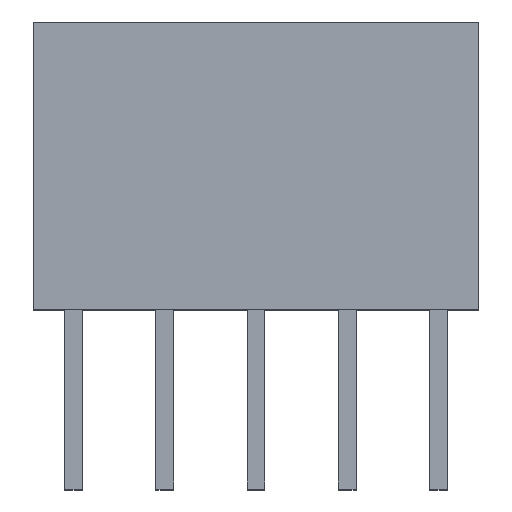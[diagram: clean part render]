
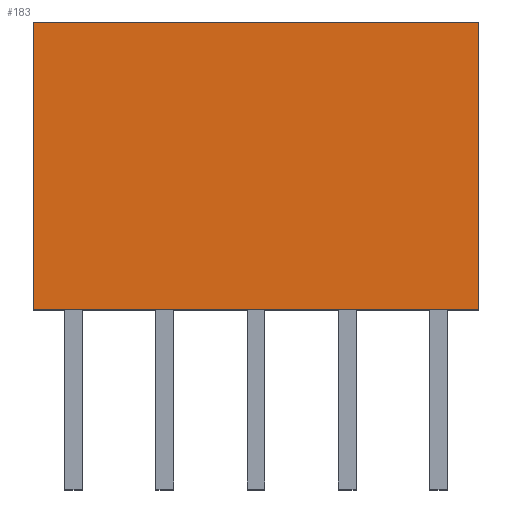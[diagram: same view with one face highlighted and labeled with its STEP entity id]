
A CAD part, top view. The second image highlights one B-rep face of the part: STEP entity #183.
In plain terms, the highlighted planar face has unit normal (0, 0, 1).
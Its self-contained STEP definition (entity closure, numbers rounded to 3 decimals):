
#1 = ORIENTED_EDGE ( 'NONE', *, *, #132, .F. ) ;
#4 = EDGE_CURVE ( 'NONE', #5, #26, #961, .T. ) ;
#5 = VERTEX_POINT ( 'NONE', #957 ) ;
#26 = VERTEX_POINT ( 'NONE', #1022 ) ;
#132 = EDGE_CURVE ( 'NONE', #5, #187, #1251, .T. ) ;
#133 = ORIENTED_EDGE ( 'NONE', *, *, #4, .T. ) ;
#142 = EDGE_LOOP ( 'NONE', ( #184, #185, #1, #133 ) ) ;
#160 = VERTEX_POINT ( 'NONE', #1417 ) ;
#162 = EDGE_CURVE ( 'NONE', #26, #160, #1314, .T. ) ;
#183 = ADVANCED_FACE ( 'NONE', ( #1390 ), #1358, .F. ) ;
#184 = ORIENTED_EDGE ( 'NONE', *, *, #162, .T. ) ;
#185 = ORIENTED_EDGE ( 'NONE', *, *, #186, .F. ) ;
#186 = EDGE_CURVE ( 'NONE', #187, #160, #1353, .T. ) ;
#187 = VERTEX_POINT ( 'NONE', #1338 ) ;
#957 = CARTESIAN_POINT ( 'NONE',  ( -6.2, 8., 8.55 ) ) ;
#958 = DIRECTION ( 'NONE',  ( 0., -1., 0. ) ) ;
#959 = VECTOR ( 'NONE', #958, 1000. ) ;
#960 = CARTESIAN_POINT ( 'NONE',  ( -6.2, 8., 8.55 ) ) ;
#961 = LINE ( 'NONE', #960, #959 ) ;
#1022 = CARTESIAN_POINT ( 'NONE',  ( -6.2, 0., 8.55 ) ) ;
#1248 = DIRECTION ( 'NONE',  ( 1., 0., 0. ) ) ;
#1249 = VECTOR ( 'NONE', #1248, 1000. ) ;
#1250 = CARTESIAN_POINT ( 'NONE',  ( -6.2, 8., 8.55 ) ) ;
#1251 = LINE ( 'NONE', #1250, #1249 ) ;
#1311 = DIRECTION ( 'NONE',  ( 1., 0., 0. ) ) ;
#1312 = VECTOR ( 'NONE', #1311, 1000. ) ;
#1313 = CARTESIAN_POINT ( 'NONE',  ( -6.2, 0., 8.55 ) ) ;
#1314 = LINE ( 'NONE', #1313, #1312 ) ;
#1338 = CARTESIAN_POINT ( 'NONE',  ( 6.2, 8., 8.55 ) ) ;
#1339 = VECTOR ( 'NONE', #1351, 1000. ) ;
#1351 = DIRECTION ( 'NONE',  ( 0., -1., 0. ) ) ;
#1352 = CARTESIAN_POINT ( 'NONE',  ( 6.2, 8., 8.55 ) ) ;
#1353 = LINE ( 'NONE', #1352, #1339 ) ;
#1354 = DIRECTION ( 'NONE',  ( -1., 0., 0. ) ) ;
#1355 = DIRECTION ( 'NONE',  ( 0., 0., -1. ) ) ;
#1356 = CARTESIAN_POINT ( 'NONE',  ( -6.2, 8., 8.55 ) ) ;
#1357 = AXIS2_PLACEMENT_3D ( 'NONE', #1356, #1355, #1354 ) ;
#1358 = PLANE ( 'NONE',  #1357 ) ;
#1390 = FACE_OUTER_BOUND ( 'NONE', #142, .T. ) ;
#1417 = CARTESIAN_POINT ( 'NONE',  ( 6.2, 0., 8.55 ) ) ;
